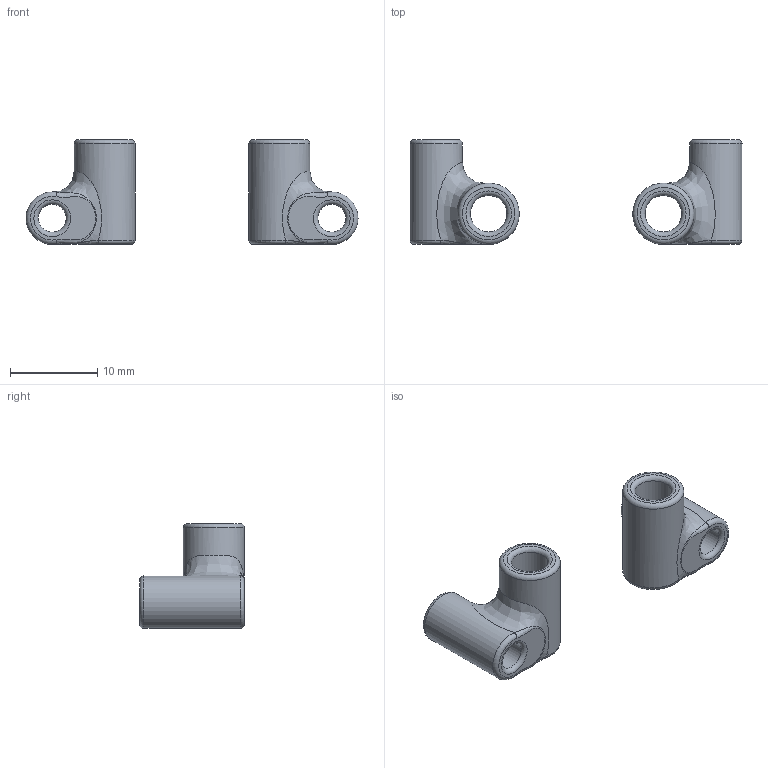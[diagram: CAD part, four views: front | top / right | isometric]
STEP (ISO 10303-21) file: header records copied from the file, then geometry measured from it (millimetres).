
FILE_DESCRIPTION(/* description */ (''),/* implementation_level */ '2;1');
FILE_NAME(/* name */ '2-Attaches_base_V_arriere v1.step',/* time_stamp */ '2023-06-05T13:51:12+02:00',/* author */ (''),/* organization */ (''),/* preprocessor_version */ 'ST-DEVELOPER v19.2',/* originating_system */ 'Autodesk Translation Framework v12.6.0.85',/* authorisation */ '');
FILE_SCHEMA (('AUTOMOTIVE_DESIGN { 1 0 10303 214 3 1 1 }'));
Length unit declared in the file: millimetre
Products named in the file (1): 2-Attaches_base_V_arriere
Bounding box: 38 x 12 x 12 mm (x, y, z)
Volume: 1162.1 mm3; surface area: 1557.9 mm2
Topology: 2 solids, 2 shells, 38 faces, 92 edges, 58 vertices
Faces by surface type: torus 16, plane 8, cylinder 8, bspline 6
Full cylindrical faces by diameter (mm): 3.2 x2, 4.2 x2, 6 x2, 7 x2
Entity records: 2248 total; most frequent: CARTESIAN_POINT 1307, DIRECTION 202, ORIENTED_EDGE 184, AXIS2_PLACEMENT_3D 97, EDGE_CURVE 92, CIRCLE 64, VERTEX_POINT 58, EDGE_LOOP 46
